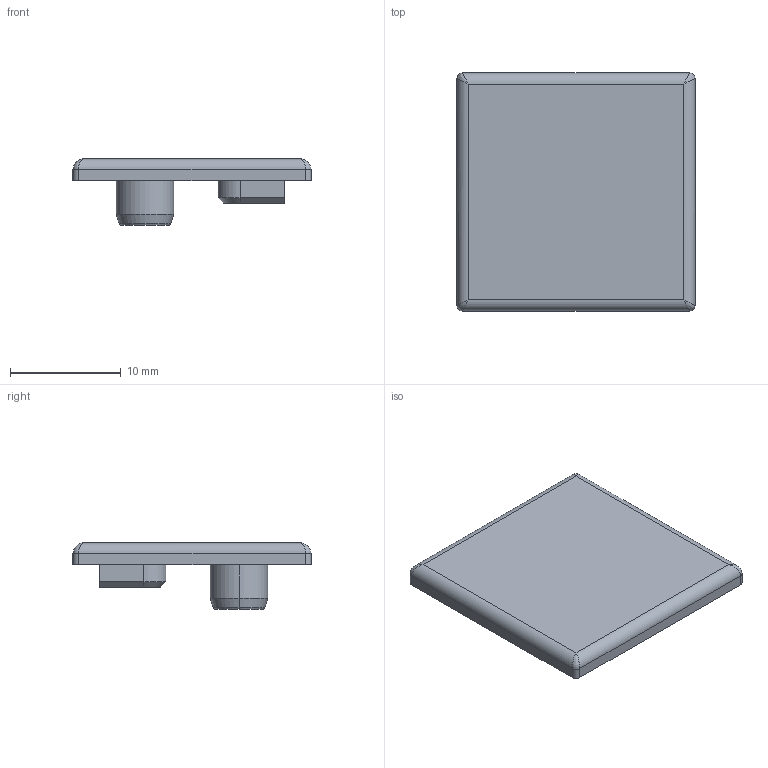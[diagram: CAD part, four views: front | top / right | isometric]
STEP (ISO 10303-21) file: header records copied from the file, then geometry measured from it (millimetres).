
FILE_DESCRIPTION(('STEP AP203'),'2;1');
FILE_NAME('18.066.00.stp','2011-02-14T08:49:36',(''),(''),'2009.3.110','THINKDESIGN','');
FILE_SCHEMA(('CONFIG_CONTROL_DESIGN'));
Length unit declared in the file: millimetre
Bounding box: 21.5 x 21.5 x 6 mm (x, y, z)
Volume: 654.2 mm3; surface area: 1333.8 mm2
Topology: 1 solids, 1 shells, 50 faces, 119 edges, 70 vertices
Faces by surface type: plane 21, cylinder 18, bspline 11
Entity records: 1934 total; most frequent: CARTESIAN_POINT 746, ORIENTED_EDGE 230, DIRECTION 224, EDGE_CURVE 115, AXIS2_PLACEMENT_3D 78, VERTEX_POINT 70, VECTOR 68, LINE 68
